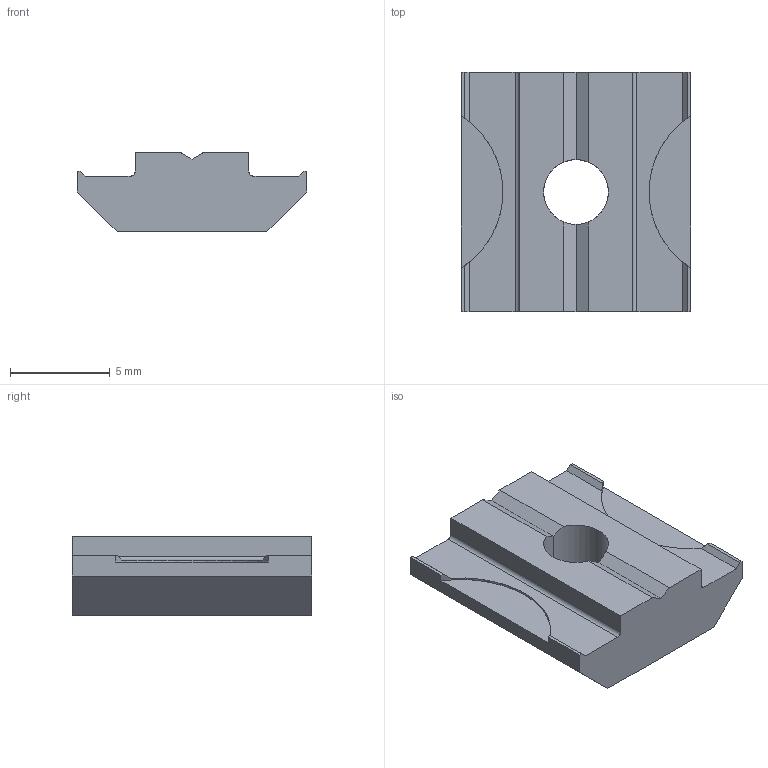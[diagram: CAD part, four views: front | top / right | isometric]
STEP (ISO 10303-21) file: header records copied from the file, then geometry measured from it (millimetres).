
FILE_DESCRIPTION (( 'STEP AP203' ), '1' );
FILE_NAME ('462523140.STEP', '2022-08-11T16:57:09', ( '' ), ( '' ), 'SwSTEP 2.0', 'SolidWorks 2014', '' );
FILE_SCHEMA (( 'CONFIG_CONTROL_DESIGN' ));
Length unit declared in the file: millimetre
Products named in the file (1): 462523140
Bounding box: 11.5 x 12 x 4 mm (x, y, z)
Volume: 384.2 mm3; surface area: 441.1 mm2
Topology: 1 solids, 1 shells, 33 faces, 94 edges, 62 vertices
Faces by surface type: plane 27, cylinder 6
Entity records: 1153 total; most frequent: CARTESIAN_POINT 214, ORIENTED_EDGE 188, DIRECTION 170, EDGE_CURVE 94, LINE 70, VECTOR 70, VERTEX_POINT 62, AXIS2_PLACEMENT_3D 50
